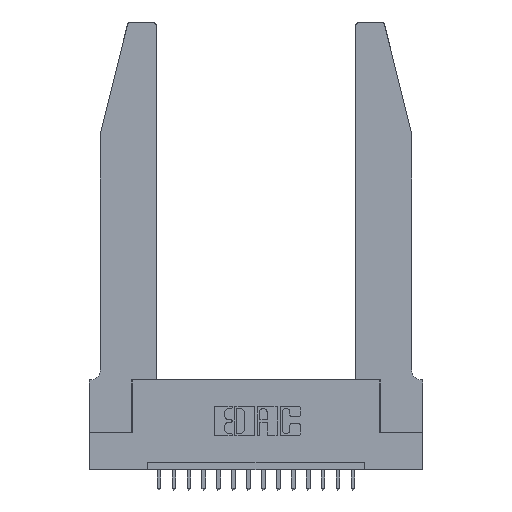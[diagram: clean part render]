
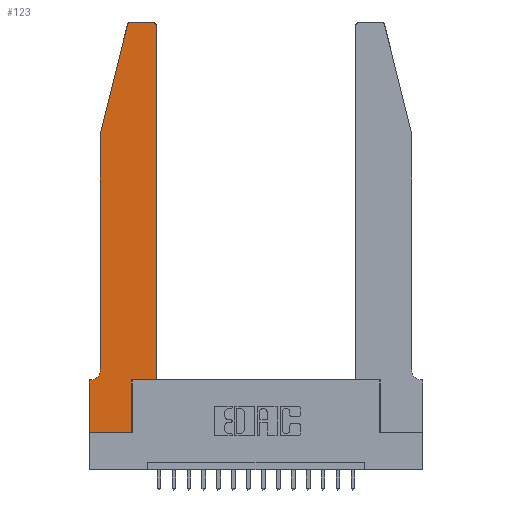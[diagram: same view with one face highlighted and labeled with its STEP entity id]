
A CAD part, top view. The second image highlights one B-rep face of the part: STEP entity #123.
In plain terms, the highlighted planar face has unit normal (0, 0, 1).
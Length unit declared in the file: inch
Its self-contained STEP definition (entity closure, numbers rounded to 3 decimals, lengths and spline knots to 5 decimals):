
#93 = DIRECTION ( 'NONE',  ( 1., 0., 0. ) ) ;
#123 = ADVANCED_FACE ( 'NONE', ( #15785 ), #16844, .T. ) ;
#166 = VERTEX_POINT ( 'NONE', #3638 ) ;
#304 = CARTESIAN_POINT ( 'NONE',  ( 0.284, 2.75, 0.37 ) ) ;
#338 = ORIENTED_EDGE ( 'NONE', *, *, #2633, .T. ) ;
#429 = EDGE_CURVE ( 'NONE', #17488, #17357, #13465, .T. ) ;
#643 = VERTEX_POINT ( 'NONE', #304 ) ;
#795 = EDGE_CURVE ( 'NONE', #643, #7606, #15526, .T. ) ;
#1023 = ORIENTED_EDGE ( 'NONE', *, *, #4611, .T. ) ;
#1345 = DIRECTION ( 'NONE',  ( 0., 1., 0. ) ) ;
#1783 = AXIS2_PLACEMENT_3D ( 'NONE', #12636, #6712, #3704 ) ;
#2103 = VERTEX_POINT ( 'NONE', #3192 ) ;
#2633 = EDGE_CURVE ( 'NONE', #2103, #16739, #5172, .T. ) ;
#2728 = VERTEX_POINT ( 'NONE', #12514 ) ;
#2745 = CARTESIAN_POINT ( 'NONE',  ( 0., 0., 0.37 ) ) ;
#2767 = LINE ( 'NONE', #12697, #17769 ) ;
#2995 = LINE ( 'NONE', #12997, #18924 ) ;
#3040 = VECTOR ( 'NONE', #16701, 39.37008 ) ;
#3133 = DIRECTION ( 'NONE',  ( 1., 0., 0. ) ) ;
#3192 = CARTESIAN_POINT ( 'NONE',  ( 0.4505, 0.35, 0.37 ) ) ;
#3401 = VECTOR ( 'NONE', #4202, 39.37008 ) ;
#3638 = CARTESIAN_POINT ( 'NONE',  ( 0.0755, 0.42, 0.37 ) ) ;
#3704 = DIRECTION ( 'NONE',  ( 1., 0., 0. ) ) ;
#3855 = LINE ( 'NONE', #18008, #3401 ) ;
#4013 = VECTOR ( 'NONE', #1345, 39.37008 ) ;
#4096 = ORIENTED_EDGE ( 'NONE', *, *, #12676, .T. ) ;
#4202 = DIRECTION ( 'NONE',  ( 0., 1., 0. ) ) ;
#4365 = DIRECTION ( 'NONE',  ( 1., 0., 0. ) ) ;
#4611 = EDGE_CURVE ( 'NONE', #17343, #15325, #14258, .T. ) ;
#4663 = EDGE_CURVE ( 'NONE', #16286, #643, #2767, .T. ) ;
#4776 = EDGE_CURVE ( 'NONE', #2728, #2103, #2995, .T. ) ;
#4993 = CARTESIAN_POINT ( 'NONE',  ( 0.0755, 2., 0.37 ) ) ;
#5172 = LINE ( 'NONE', #8609, #4013 ) ;
#5446 = CARTESIAN_POINT ( 'NONE',  ( 0., 0., 0.37 ) ) ;
#5603 = ORIENTED_EDGE ( 'NONE', *, *, #9814, .T. ) ;
#6701 = ORIENTED_EDGE ( 'NONE', *, *, #429, .T. ) ;
#6712 = DIRECTION ( 'NONE',  ( 0., 0., 1. ) ) ;
#6981 = CARTESIAN_POINT ( 'NONE',  ( 0., 0.35, 0.37 ) ) ;
#7182 = EDGE_LOOP ( 'NONE', ( #8322, #12780, #8187, #5603, #16459, #1023, #7498, #6701, #4096, #16755, #338, #11304 ) ) ;
#7184 = AXIS2_PLACEMENT_3D ( 'NONE', #14640, #7368, #3133 ) ;
#7202 = LINE ( 'NONE', #5446, #17595 ) ;
#7368 = DIRECTION ( 'NONE',  ( 0., 0., 1. ) ) ;
#7498 = ORIENTED_EDGE ( 'NONE', *, *, #15273, .T. ) ;
#7606 = VERTEX_POINT ( 'NONE', #9007 ) ;
#7840 = VECTOR ( 'NONE', #15925, 39.37008 ) ;
#8176 = AXIS2_PLACEMENT_3D ( 'NONE', #18668, #14072, #17131 ) ;
#8187 = ORIENTED_EDGE ( 'NONE', *, *, #11587, .T. ) ;
#8322 = ORIENTED_EDGE ( 'NONE', *, *, #4663, .T. ) ;
#8514 = CARTESIAN_POINT ( 'NONE',  ( 0.0055, 0.35, 0.37 ) ) ;
#8604 = CARTESIAN_POINT ( 'NONE',  ( 0.0755, 2., 0.37 ) ) ;
#8609 = CARTESIAN_POINT ( 'NONE',  ( 0.4505, 0.35, 0.37 ) ) ;
#9007 = CARTESIAN_POINT ( 'NONE',  ( 0.25487, 2.72718, 0.37 ) ) ;
#9139 = VECTOR ( 'NONE', #9318, 39.37008 ) ;
#9318 = DIRECTION ( 'NONE',  ( -0.239, -0.971, 0. ) ) ;
#9814 = EDGE_CURVE ( 'NONE', #12159, #166, #15264, .T. ) ;
#10016 = DIRECTION ( 'NONE',  ( -1., 0., 0. ) ) ;
#10477 = CARTESIAN_POINT ( 'NONE',  ( 0.4205, 2.75, 0.37 ) ) ;
#10763 = AXIS2_PLACEMENT_3D ( 'NONE', #12171, #13744, #15100 ) ;
#11163 = DIRECTION ( 'NONE',  ( 0., -1., 0. ) ) ;
#11304 = ORIENTED_EDGE ( 'NONE', *, *, #17473, .T. ) ;
#11587 = EDGE_CURVE ( 'NONE', #7606, #12159, #14018, .T. ) ;
#11659 = CARTESIAN_POINT ( 'NONE',  ( 0., 0., 0.37 ) ) ;
#12159 = VERTEX_POINT ( 'NONE', #8604 ) ;
#12171 = CARTESIAN_POINT ( 'NONE',  ( 0., 0.35, 0.37 ) ) ;
#12514 = CARTESIAN_POINT ( 'NONE',  ( 0.2865, 0.35, 0.37 ) ) ;
#12636 = CARTESIAN_POINT ( 'NONE',  ( 0.284, 2.72, 0.37 ) ) ;
#12676 = EDGE_CURVE ( 'NONE', #17357, #2728, #3855, .T. ) ;
#12697 = CARTESIAN_POINT ( 'NONE',  ( 0.2605, 2.75, 0.37 ) ) ;
#12780 = ORIENTED_EDGE ( 'NONE', *, *, #795, .T. ) ;
#12997 = CARTESIAN_POINT ( 'NONE',  ( 0.4505, 0.35, 0.37 ) ) ;
#13101 = CIRCLE ( 'NONE', #8176, 0.07 ) ;
#13465 = LINE ( 'NONE', #2745, #14614 ) ;
#13558 = CARTESIAN_POINT ( 'NONE',  ( 0.0755, 2., 0.37 ) ) ;
#13744 = DIRECTION ( 'NONE',  ( 0., 0., 1. ) ) ;
#14018 = LINE ( 'NONE', #13558, #9139 ) ;
#14072 = DIRECTION ( 'NONE',  ( 0., 0., -1. ) ) ;
#14258 = LINE ( 'NONE', #18772, #7840 ) ;
#14614 = VECTOR ( 'NONE', #4365, 39.37008 ) ;
#14640 = CARTESIAN_POINT ( 'NONE',  ( 0.4205, 2.72, 0.37 ) ) ;
#15100 = DIRECTION ( 'NONE',  ( 1., 0., 0. ) ) ;
#15264 = LINE ( 'NONE', #4993, #3040 ) ;
#15273 = EDGE_CURVE ( 'NONE', #15325, #17488, #7202, .T. ) ;
#15325 = VERTEX_POINT ( 'NONE', #6981 ) ;
#15526 = CIRCLE ( 'NONE', #1783, 0.03 ) ;
#15785 = FACE_OUTER_BOUND ( 'NONE', #7182, .T. ) ;
#15812 = CARTESIAN_POINT ( 'NONE',  ( 0.2865, 0., 0.37 ) ) ;
#15925 = DIRECTION ( 'NONE',  ( -1., 0., 0. ) ) ;
#16286 = VERTEX_POINT ( 'NONE', #10477 ) ;
#16459 = ORIENTED_EDGE ( 'NONE', *, *, #17140, .T. ) ;
#16701 = DIRECTION ( 'NONE',  ( 0., -1., 0. ) ) ;
#16739 = VERTEX_POINT ( 'NONE', #17794 ) ;
#16755 = ORIENTED_EDGE ( 'NONE', *, *, #4776, .T. ) ;
#16844 = PLANE ( 'NONE',  #10763 ) ;
#17131 = DIRECTION ( 'NONE',  ( -1., 0., 0. ) ) ;
#17140 = EDGE_CURVE ( 'NONE', #166, #17343, #13101, .T. ) ;
#17343 = VERTEX_POINT ( 'NONE', #8514 ) ;
#17357 = VERTEX_POINT ( 'NONE', #15812 ) ;
#17473 = EDGE_CURVE ( 'NONE', #16739, #16286, #18434, .T. ) ;
#17488 = VERTEX_POINT ( 'NONE', #11659 ) ;
#17595 = VECTOR ( 'NONE', #11163, 39.37008 ) ;
#17769 = VECTOR ( 'NONE', #10016, 39.37008 ) ;
#17794 = CARTESIAN_POINT ( 'NONE',  ( 0.4505, 2.72, 0.37 ) ) ;
#18008 = CARTESIAN_POINT ( 'NONE',  ( 0.2865, 0.35, 0.37 ) ) ;
#18434 = CIRCLE ( 'NONE', #7184, 0.03 ) ;
#18668 = CARTESIAN_POINT ( 'NONE',  ( 0.0055, 0.42, 0.37 ) ) ;
#18772 = CARTESIAN_POINT ( 'NONE',  ( 0.0755, 0.35, 0.37 ) ) ;
#18924 = VECTOR ( 'NONE', #93, 39.37008 ) ;
